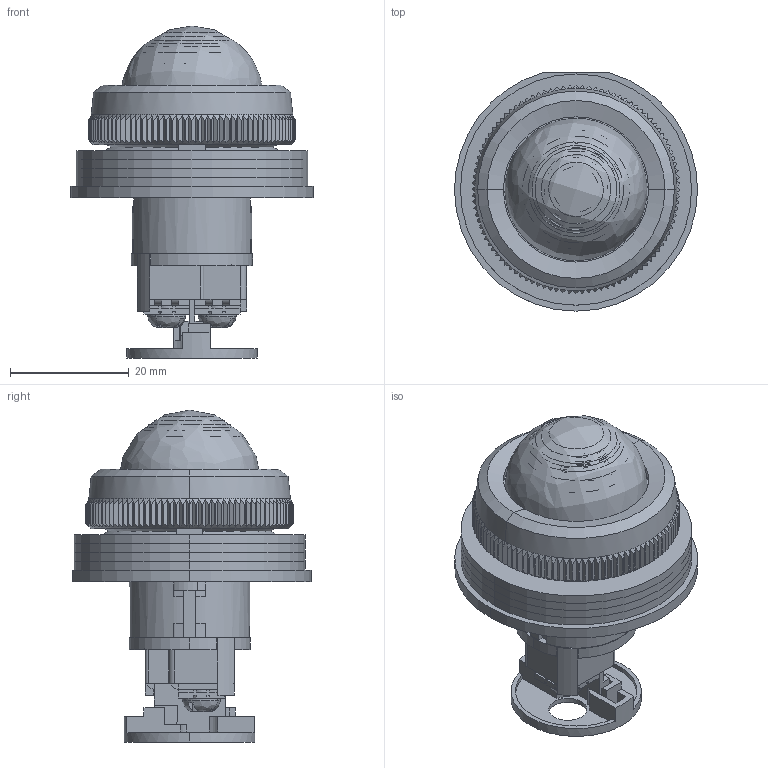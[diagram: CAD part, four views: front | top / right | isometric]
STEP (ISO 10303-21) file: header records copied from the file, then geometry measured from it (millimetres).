
FILE_DESCRIPTION (( 'STEP AP214' ), '1' );
FILE_NAME ('DR30D0L-E3RZC.step', '2018-02-13T18:31:53', ( '' ), ( '' ), 'SwSTEP 2.0', 'SolidWorks 2017', '' );
FILE_SCHEMA (( 'AUTOMOTIVE_DESIGN' ));
Length unit declared in the file: inch
Products named in the file (1): DR30D0L-E3RZC
Bounding box: 41 x 40.2 x 56 mm (x, y, z)
Volume: 17126.8 mm3; surface area: 24475.4 mm2
Topology: 16 solids, 16 shells, 1350 faces, 3576 edges, 2281 vertices
Faces by surface type: plane 770, cylinder 336, cone 208, bspline 36
Entity records: 61325 total; most frequent: CARTESIAN_POINT 10530, ORIENTED_EDGE 7140, DIRECTION 6640, EDGE_CURVE 3570, AXIS2_PLACEMENT_3D 2339, VERTEX_POINT 2281, VECTOR 1962, LINE 1962
